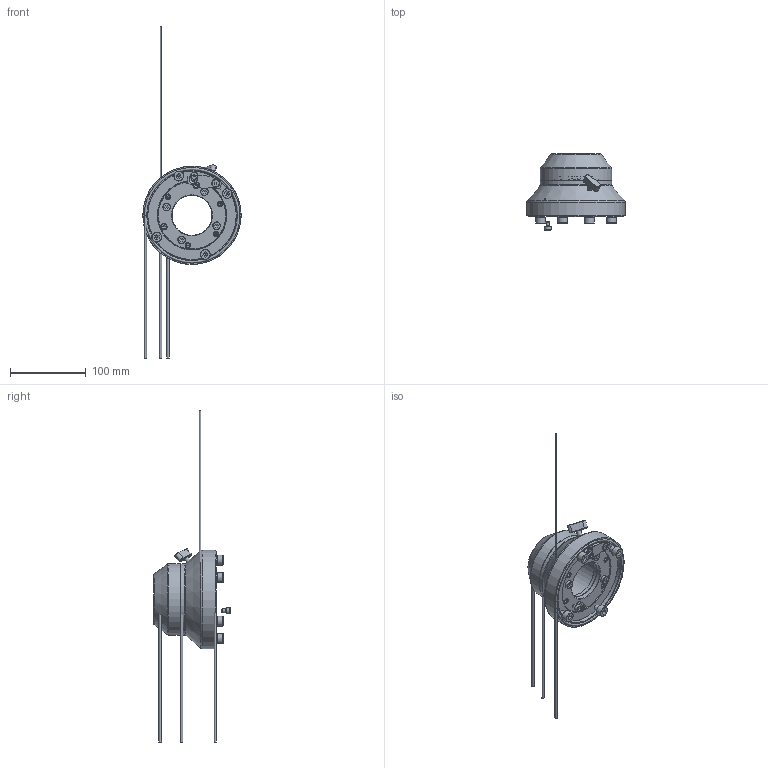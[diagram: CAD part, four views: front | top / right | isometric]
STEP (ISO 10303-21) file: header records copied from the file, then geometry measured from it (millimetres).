
FILE_DESCRIPTION (( 'STEP AP214' ), '1' );
FILE_NAME ('57027301.STEP', '2022-04-04T12:11:43', ( '' ), ( '' ), 'SwSTEP 2.0', 'SolidWorks 2020', '' );
FILE_SCHEMA (( 'AUTOMOTIVE_DESIGN' ));
Length unit declared in the file: millimetre
Products named in the file (18): 84147; 93658; 93663; 93662; 84137; 93659; 84135; 82386; 82164; 84138; 57027301; 84136; 93090; 84139; 93657; 82387; 94910_Einbau; 93660
Assembly tree (28 placements, depth 2):
  57027301
    84135
    84136
    84137  x2
    82386
    82387
    84138
    82164
    84139
    93658  x3
    93662  x4
    93660  x4
    93090  x2
    93657  x2
    93663
    84147
    93659
    94910_Einbau
Bounding box: 130 x 100.5 x 438.4 mm (x, y, z)
Volume: 451627.5 mm3; surface area: 144762.2 mm2
Topology: 32 solids, 33 shells, 523 faces, 1080 edges, 640 vertices
Faces by surface type: plane 271, cone 114, cylinder 101, torus 25, bspline 12
Full cylindrical faces by diameter (mm): 1.8 x1, 2 x1, 3 x2, 3.5 x1, 4 x1, 4.2 x2, 5 x9, 5.2 x6, 5.5 x3, 6 x8, 6.4 x4, 6.8 x5, 8 x5, 8.5 x5, 9.4 x2, 10 x7, 13 x4, 53 x2, 60.8 x2, 66.5 x1, 80.5 x2, 81.5 x3, 84.9 x1, 85.7 x1, 90 x1, 90.95 x2, 91 x1, 94.5 x2, 117 x1, 120 x1
Entity records: 9675 total; most frequent: CARTESIAN_POINT 2098, DIRECTION 1412, ORIENTED_EDGE 1014, AXIS2_PLACEMENT_3D 598, EDGE_LOOP 549, EDGE_CURVE 507, FACE_OUTER_BOUND 407, VERTEX_POINT 380
